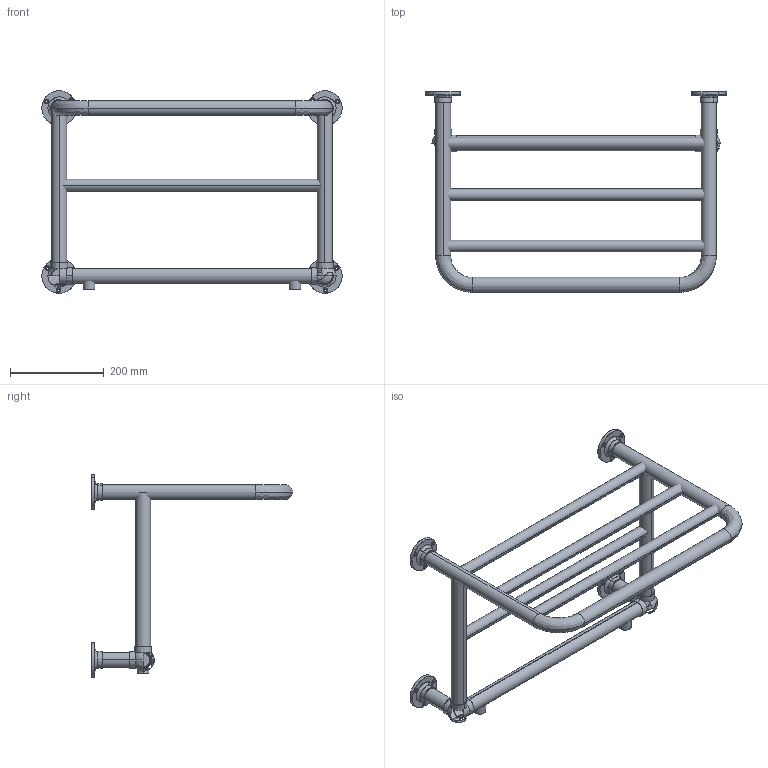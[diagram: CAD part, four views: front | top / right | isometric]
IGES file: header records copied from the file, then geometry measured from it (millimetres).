
Start section: SolidWorks IGES file using analytic representation for surfaces
Global section: file name: R521141T.IGS; native system: SolidWorks 2010; preprocessor: SolidWorks 2010; author: Administrator; date: 161213.141157; units: millimetre
Bounding box: 642 x 429 x 433 mm (x, y, z)
Surface area: 740819.9 mm2 (no closed solid volume)
Topology: 0 solids, 0 shells, 174 faces, 4400 edges, 4398 vertices
Faces by surface type: revolution 120, bspline 54
